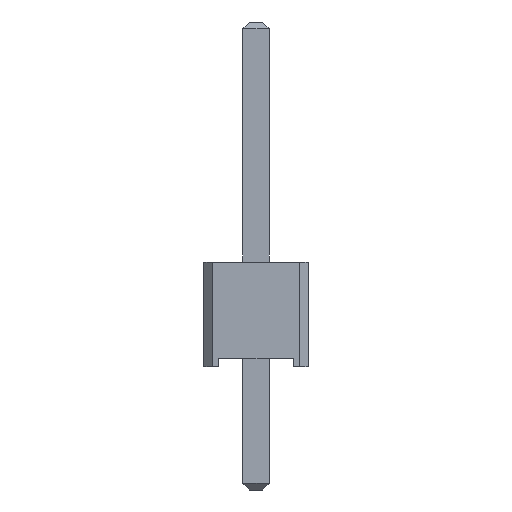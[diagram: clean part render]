
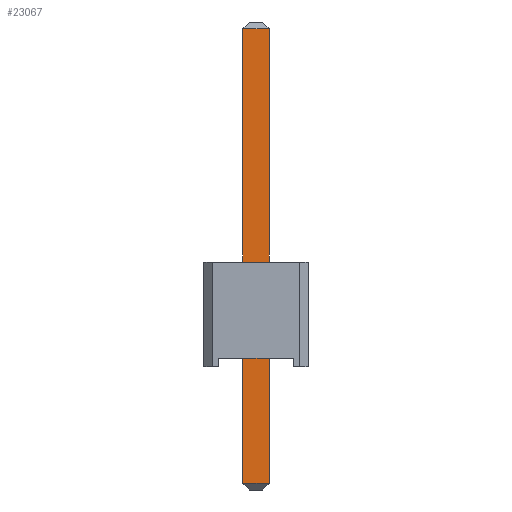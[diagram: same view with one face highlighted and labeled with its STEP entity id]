
A CAD part, left-side view. The second image highlights one B-rep face of the part: STEP entity #23067.
In plain terms, the highlighted planar face has unit normal (-1, 0, 0).
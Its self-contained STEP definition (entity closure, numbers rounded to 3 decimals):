
#22951 = EDGE_CURVE('',#22952,#22954,#22956,.T.);
#22952 = VERTEX_POINT('',#22953);
#22953 = CARTESIAN_POINT('',(-0.32,0.32,-2.84));
#22954 = VERTEX_POINT('',#22955);
#22955 = CARTESIAN_POINT('',(-0.32,0.32,8.22));
#22956 = SURFACE_CURVE('',#22957,(#22961,#22973),.PCURVE_S1.);
#22957 = LINE('',#22958,#22959);
#22958 = CARTESIAN_POINT('',(-0.32,0.32,-3.));
#22959 = VECTOR('',#22960,1.);
#22960 = DIRECTION('',(0.,0.,1.));
#22961 = PCURVE('',#22962,#22967);
#22962 = PLANE('',#22963);
#22963 = AXIS2_PLACEMENT_3D('',#22964,#22965,#22966);
#22964 = CARTESIAN_POINT('',(-0.32,0.32,-3.));
#22965 = DIRECTION('',(0.,1.,0.));
#22966 = DIRECTION('',(1.,0.,0.));
#22967 = DEFINITIONAL_REPRESENTATION('',(#22968),#22972);
#22968 = LINE('',#22969,#22970);
#22969 = CARTESIAN_POINT('',(0.,0.));
#22970 = VECTOR('',#22971,1.);
#22971 = DIRECTION('',(0.,-1.));
#22972 = ( GEOMETRIC_REPRESENTATION_CONTEXT(2) 
PARAMETRIC_REPRESENTATION_CONTEXT() REPRESENTATION_CONTEXT('2D SPACE',''
  ) );
#22973 = PCURVE('',#22974,#22979);
#22974 = PLANE('',#22975);
#22975 = AXIS2_PLACEMENT_3D('',#22976,#22977,#22978);
#22976 = CARTESIAN_POINT('',(-0.32,-0.32,-3.));
#22977 = DIRECTION('',(-1.,0.,0.));
#22978 = DIRECTION('',(0.,1.,0.));
#22979 = DEFINITIONAL_REPRESENTATION('',(#22980),#22984);
#22980 = LINE('',#22981,#22982);
#22981 = CARTESIAN_POINT('',(0.64,0.));
#22982 = VECTOR('',#22983,1.);
#22983 = DIRECTION('',(0.,-1.));
#22984 = ( GEOMETRIC_REPRESENTATION_CONTEXT(2) 
PARAMETRIC_REPRESENTATION_CONTEXT() REPRESENTATION_CONTEXT('2D SPACE',''
  ) );
#23067 = ADVANCED_FACE('',(#23068),#22974,.T.);
#23068 = FACE_BOUND('',#23069,.T.);
#23069 = EDGE_LOOP('',(#23070,#23100,#23126,#23127));
#23070 = ORIENTED_EDGE('',*,*,#23071,.T.);
#23071 = EDGE_CURVE('',#23072,#23074,#23076,.T.);
#23072 = VERTEX_POINT('',#23073);
#23073 = CARTESIAN_POINT('',(-0.32,-0.32,-2.84));
#23074 = VERTEX_POINT('',#23075);
#23075 = CARTESIAN_POINT('',(-0.32,-0.32,8.22));
#23076 = SURFACE_CURVE('',#23077,(#23081,#23088),.PCURVE_S1.);
#23077 = LINE('',#23078,#23079);
#23078 = CARTESIAN_POINT('',(-0.32,-0.32,-3.));
#23079 = VECTOR('',#23080,1.);
#23080 = DIRECTION('',(0.,0.,1.));
#23081 = PCURVE('',#22974,#23082);
#23082 = DEFINITIONAL_REPRESENTATION('',(#23083),#23087);
#23083 = LINE('',#23084,#23085);
#23084 = CARTESIAN_POINT('',(0.,0.));
#23085 = VECTOR('',#23086,1.);
#23086 = DIRECTION('',(0.,-1.));
#23087 = ( GEOMETRIC_REPRESENTATION_CONTEXT(2) 
PARAMETRIC_REPRESENTATION_CONTEXT() REPRESENTATION_CONTEXT('2D SPACE',''
  ) );
#23088 = PCURVE('',#23089,#23094);
#23089 = PLANE('',#23090);
#23090 = AXIS2_PLACEMENT_3D('',#23091,#23092,#23093);
#23091 = CARTESIAN_POINT('',(0.32,-0.32,-3.));
#23092 = DIRECTION('',(0.,-1.,0.));
#23093 = DIRECTION('',(-1.,0.,0.));
#23094 = DEFINITIONAL_REPRESENTATION('',(#23095),#23099);
#23095 = LINE('',#23096,#23097);
#23096 = CARTESIAN_POINT('',(0.64,0.));
#23097 = VECTOR('',#23098,1.);
#23098 = DIRECTION('',(0.,-1.));
#23099 = ( GEOMETRIC_REPRESENTATION_CONTEXT(2) 
PARAMETRIC_REPRESENTATION_CONTEXT() REPRESENTATION_CONTEXT('2D SPACE',''
  ) );
#23100 = ORIENTED_EDGE('',*,*,#23101,.T.);
#23101 = EDGE_CURVE('',#23074,#22954,#23102,.T.);
#23102 = SURFACE_CURVE('',#23103,(#23107,#23114),.PCURVE_S1.);
#23103 = LINE('',#23104,#23105);
#23104 = CARTESIAN_POINT('',(-0.32,-0.32,8.22));
#23105 = VECTOR('',#23106,1.);
#23106 = DIRECTION('',(0.,1.,0.));
#23107 = PCURVE('',#22974,#23108);
#23108 = DEFINITIONAL_REPRESENTATION('',(#23109),#23113);
#23109 = LINE('',#23110,#23111);
#23110 = CARTESIAN_POINT('',(0.,-11.22));
#23111 = VECTOR('',#23112,1.);
#23112 = DIRECTION('',(1.,0.));
#23113 = ( GEOMETRIC_REPRESENTATION_CONTEXT(2) 
PARAMETRIC_REPRESENTATION_CONTEXT() REPRESENTATION_CONTEXT('2D SPACE',''
  ) );
#23114 = PCURVE('',#23115,#23120);
#23115 = PLANE('',#23116);
#23116 = AXIS2_PLACEMENT_3D('',#23117,#23118,#23119);
#23117 = CARTESIAN_POINT('',(-0.24,-0.32,8.3));
#23118 = DIRECTION('',(-0.707,0.,
    0.707));
#23119 = DIRECTION('',(0.,-1.,0.));
#23120 = DEFINITIONAL_REPRESENTATION('',(#23121),#23125);
#23121 = LINE('',#23122,#23123);
#23122 = CARTESIAN_POINT('',(0.,-0.113));
#23123 = VECTOR('',#23124,1.);
#23124 = DIRECTION('',(-1.,0.));
#23125 = ( GEOMETRIC_REPRESENTATION_CONTEXT(2) 
PARAMETRIC_REPRESENTATION_CONTEXT() REPRESENTATION_CONTEXT('2D SPACE',''
  ) );
#23126 = ORIENTED_EDGE('',*,*,#22951,.F.);
#23127 = ORIENTED_EDGE('',*,*,#23128,.F.);
#23128 = EDGE_CURVE('',#23072,#22952,#23129,.T.);
#23129 = SURFACE_CURVE('',#23130,(#23134,#23141),.PCURVE_S1.);
#23130 = LINE('',#23131,#23132);
#23131 = CARTESIAN_POINT('',(-0.32,-0.32,-2.84));
#23132 = VECTOR('',#23133,1.);
#23133 = DIRECTION('',(0.,1.,0.));
#23134 = PCURVE('',#22974,#23135);
#23135 = DEFINITIONAL_REPRESENTATION('',(#23136),#23140);
#23136 = LINE('',#23137,#23138);
#23137 = CARTESIAN_POINT('',(0.,-0.16));
#23138 = VECTOR('',#23139,1.);
#23139 = DIRECTION('',(1.,0.));
#23140 = ( GEOMETRIC_REPRESENTATION_CONTEXT(2) 
PARAMETRIC_REPRESENTATION_CONTEXT() REPRESENTATION_CONTEXT('2D SPACE',''
  ) );
#23141 = PCURVE('',#23142,#23147);
#23142 = PLANE('',#23143);
#23143 = AXIS2_PLACEMENT_3D('',#23144,#23145,#23146);
#23144 = CARTESIAN_POINT('',(-0.24,-0.32,-2.92));
#23145 = DIRECTION('',(0.707,0.,0.707));
#23146 = DIRECTION('',(0.,-1.,0.));
#23147 = DEFINITIONAL_REPRESENTATION('',(#23148),#23152);
#23148 = LINE('',#23149,#23150);
#23149 = CARTESIAN_POINT('',(0.,-0.113));
#23150 = VECTOR('',#23151,1.);
#23151 = DIRECTION('',(-1.,0.));
#23152 = ( GEOMETRIC_REPRESENTATION_CONTEXT(2) 
PARAMETRIC_REPRESENTATION_CONTEXT() REPRESENTATION_CONTEXT('2D SPACE',''
  ) );
